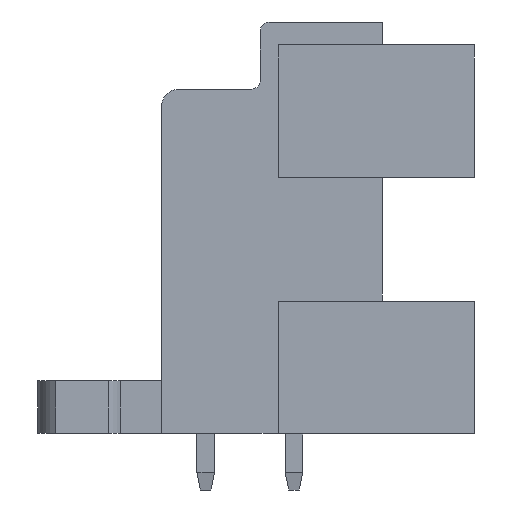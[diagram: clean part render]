
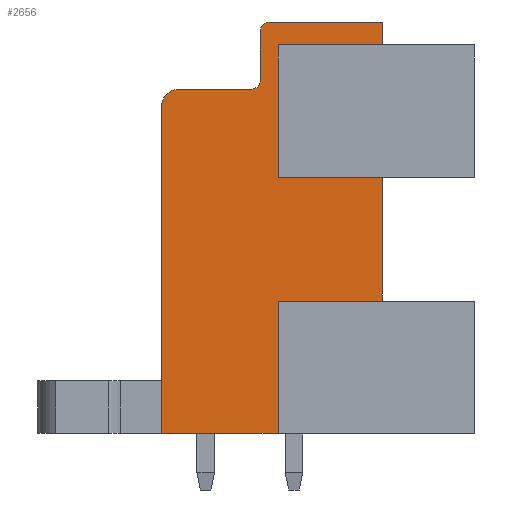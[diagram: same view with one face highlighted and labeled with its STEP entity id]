
A CAD part, left-side view. The second image highlights one B-rep face of the part: STEP entity #2656.
In plain terms, the highlighted planar face has unit normal (-1, 0, 0).
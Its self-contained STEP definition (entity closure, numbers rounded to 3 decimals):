
#1418=AXIS2_PLACEMENT_3D('Circle Axis2P3D',#1416,#1417,$) ;
#1480=AXIS2_PLACEMENT_3D('Circle Axis2P3D',#1478,#1479,$) ;
#1542=AXIS2_PLACEMENT_3D('Circle Axis2P3D',#1540,#1541,$) ;
#2627=AXIS2_PLACEMENT_3D('Plane Axis2P3D',#2624,#2625,#2626) ;
#561=CARTESIAN_POINT('Vertex',(3.5,5.2,10.7)) ;
#564=CARTESIAN_POINT('Line Origine',(3.5,8.15,10.7)) ;
#568=CARTESIAN_POINT('Vertex',(3.5,11.1,10.7)) ;
#646=CARTESIAN_POINT('Vertex',(3.5,5.2,17.7)) ;
#649=CARTESIAN_POINT('Line Origine',(3.5,5.2,14.2)) ;
#705=CARTESIAN_POINT('Vertex',(3.5,11.1,17.7)) ;
#708=CARTESIAN_POINT('Line Origine',(3.5,8.15,17.7)) ;
#1271=CARTESIAN_POINT('Vertex',(3.5,5.2,25.2)) ;
#1274=CARTESIAN_POINT('Line Origine',(3.5,8.15,25.2)) ;
#1278=CARTESIAN_POINT('Vertex',(3.5,11.1,25.2)) ;
#1351=CARTESIAN_POINT('Vertex',(3.5,5.2,26.5)) ;
#1354=CARTESIAN_POINT('Line Origine',(3.5,5.2,25.85)) ;
#1382=CARTESIAN_POINT('Vertex',(3.5,11.6,26.5)) ;
#1385=CARTESIAN_POINT('Line Origine',(3.5,8.4,26.5)) ;
#1413=CARTESIAN_POINT('Vertex',(3.5,12.1,26.)) ;
#1416=CARTESIAN_POINT('Axis2P3D Location',(3.5,11.6,26.)) ;
#1444=CARTESIAN_POINT('Vertex',(3.5,12.1,23.2)) ;
#1447=CARTESIAN_POINT('Line Origine',(3.5,12.1,24.6)) ;
#1475=CARTESIAN_POINT('Vertex',(3.5,12.6,22.7)) ;
#1478=CARTESIAN_POINT('Axis2P3D Location',(3.5,12.6,23.2)) ;
#1506=CARTESIAN_POINT('Vertex',(3.5,16.7,22.7)) ;
#1509=CARTESIAN_POINT('Line Origine',(3.5,14.65,22.7)) ;
#1537=CARTESIAN_POINT('Vertex',(3.5,17.7,21.7)) ;
#1540=CARTESIAN_POINT('Axis2P3D Location',(3.5,16.7,21.7)) ;
#1619=CARTESIAN_POINT('Vertex',(3.5,17.7,3.2)) ;
#1622=CARTESIAN_POINT('Line Origine',(3.5,17.7,12.45)) ;
#1714=CARTESIAN_POINT('Vertex',(3.5,11.1,3.2)) ;
#1717=CARTESIAN_POINT('Line Origine',(3.5,14.4,3.2)) ;
#2624=CARTESIAN_POINT('Axis2P3D Location',(3.5,0.,0.)) ;
#2629=CARTESIAN_POINT('Line Origine',(3.5,11.1,21.45)) ;
#2634=CARTESIAN_POINT('Line Origine',(3.5,11.1,6.95)) ;
#565=DIRECTION('Vector Direction',(0.,-1.,0.)) ;
#650=DIRECTION('Vector Direction',(0.,0.,-1.)) ;
#709=DIRECTION('Vector Direction',(0.,1.,0.)) ;
#1275=DIRECTION('Vector Direction',(0.,-1.,0.)) ;
#1355=DIRECTION('Vector Direction',(0.,0.,-1.)) ;
#1386=DIRECTION('Vector Direction',(0.,-1.,0.)) ;
#1417=DIRECTION('Axis2P3D Direction',(-1.,0.,0.)) ;
#1448=DIRECTION('Vector Direction',(0.,0.,1.)) ;
#1479=DIRECTION('Axis2P3D Direction',(-1.,0.,0.)) ;
#1510=DIRECTION('Vector Direction',(0.,-1.,0.)) ;
#1541=DIRECTION('Axis2P3D Direction',(-1.,0.,0.)) ;
#1623=DIRECTION('Vector Direction',(0.,0.,1.)) ;
#1718=DIRECTION('Vector Direction',(0.,1.,0.)) ;
#2625=DIRECTION('Axis2P3D Direction',(-1.,0.,0.)) ;
#2626=DIRECTION('Axis2P3D XDirection',(0.,-1.,0.)) ;
#2630=DIRECTION('Vector Direction',(0.,0.,1.)) ;
#2635=DIRECTION('Vector Direction',(0.,0.,1.)) ;
#566=VECTOR('Line Direction',#565,1.) ;
#651=VECTOR('Line Direction',#650,1.) ;
#710=VECTOR('Line Direction',#709,1.) ;
#1276=VECTOR('Line Direction',#1275,1.) ;
#1356=VECTOR('Line Direction',#1355,1.) ;
#1387=VECTOR('Line Direction',#1386,1.) ;
#1449=VECTOR('Line Direction',#1448,1.) ;
#1511=VECTOR('Line Direction',#1510,1.) ;
#1624=VECTOR('Line Direction',#1623,1.) ;
#1719=VECTOR('Line Direction',#1718,1.) ;
#2631=VECTOR('Line Direction',#2630,1.) ;
#2636=VECTOR('Line Direction',#2635,1.) ;
#2640=ORIENTED_EDGE('',*,*,#712,.F.) ;
#2641=ORIENTED_EDGE('',*,*,#2633,.F.) ;
#2642=ORIENTED_EDGE('',*,*,#1280,.F.) ;
#2643=ORIENTED_EDGE('',*,*,#1358,.T.) ;
#2644=ORIENTED_EDGE('',*,*,#1389,.T.) ;
#2645=ORIENTED_EDGE('',*,*,#1420,.T.) ;
#2646=ORIENTED_EDGE('',*,*,#1451,.T.) ;
#2647=ORIENTED_EDGE('',*,*,#1482,.T.) ;
#2648=ORIENTED_EDGE('',*,*,#1513,.T.) ;
#2649=ORIENTED_EDGE('',*,*,#1544,.T.) ;
#2650=ORIENTED_EDGE('',*,*,#1626,.T.) ;
#2651=ORIENTED_EDGE('',*,*,#1721,.T.) ;
#2652=ORIENTED_EDGE('',*,*,#2638,.F.) ;
#2653=ORIENTED_EDGE('',*,*,#570,.F.) ;
#2654=ORIENTED_EDGE('',*,*,#653,.T.) ;
#2656=ADVANCED_FACE('Housing',(#2655),#2628,.T.) ;
#1419=CIRCLE('generated circle',#1418,0.5) ;
#1481=CIRCLE('generated circle',#1480,0.5) ;
#1543=CIRCLE('generated circle',#1542,1.) ;
#570=EDGE_CURVE('',#562,#569,#567,.F.) ;
#653=EDGE_CURVE('',#562,#647,#652,.F.) ;
#712=EDGE_CURVE('',#706,#647,#711,.F.) ;
#1280=EDGE_CURVE('',#1272,#1279,#1277,.F.) ;
#1358=EDGE_CURVE('',#1272,#1352,#1357,.F.) ;
#1389=EDGE_CURVE('',#1352,#1383,#1388,.F.) ;
#1420=EDGE_CURVE('',#1383,#1414,#1419,.T.) ;
#1451=EDGE_CURVE('',#1414,#1445,#1450,.F.) ;
#1482=EDGE_CURVE('',#1445,#1476,#1481,.F.) ;
#1513=EDGE_CURVE('',#1476,#1507,#1512,.F.) ;
#1544=EDGE_CURVE('',#1507,#1538,#1543,.T.) ;
#1626=EDGE_CURVE('',#1538,#1620,#1625,.F.) ;
#1721=EDGE_CURVE('',#1620,#1715,#1720,.F.) ;
#2633=EDGE_CURVE('',#1279,#706,#2632,.F.) ;
#2638=EDGE_CURVE('',#569,#1715,#2637,.F.) ;
#2639=EDGE_LOOP('',(#2640,#2641,#2642,#2643,#2644,#2645,#2646,#2647,#2648,#2649,#2650,#2651,#2652,#2653,#2654)) ;
#2655=FACE_OUTER_BOUND('',#2639,.T.) ;
#567=LINE('Line',#564,#566) ;
#652=LINE('Line',#649,#651) ;
#711=LINE('Line',#708,#710) ;
#1277=LINE('Line',#1274,#1276) ;
#1357=LINE('Line',#1354,#1356) ;
#1388=LINE('Line',#1385,#1387) ;
#1450=LINE('Line',#1447,#1449) ;
#1512=LINE('Line',#1509,#1511) ;
#1625=LINE('Line',#1622,#1624) ;
#1720=LINE('Line',#1717,#1719) ;
#2632=LINE('Line',#2629,#2631) ;
#2637=LINE('Line',#2634,#2636) ;
#2628=PLANE('',#2627) ;
#562=VERTEX_POINT('',#561) ;
#569=VERTEX_POINT('',#568) ;
#647=VERTEX_POINT('',#646) ;
#706=VERTEX_POINT('',#705) ;
#1272=VERTEX_POINT('',#1271) ;
#1279=VERTEX_POINT('',#1278) ;
#1352=VERTEX_POINT('',#1351) ;
#1383=VERTEX_POINT('',#1382) ;
#1414=VERTEX_POINT('',#1413) ;
#1445=VERTEX_POINT('',#1444) ;
#1476=VERTEX_POINT('',#1475) ;
#1507=VERTEX_POINT('',#1506) ;
#1538=VERTEX_POINT('',#1537) ;
#1620=VERTEX_POINT('',#1619) ;
#1715=VERTEX_POINT('',#1714) ;
